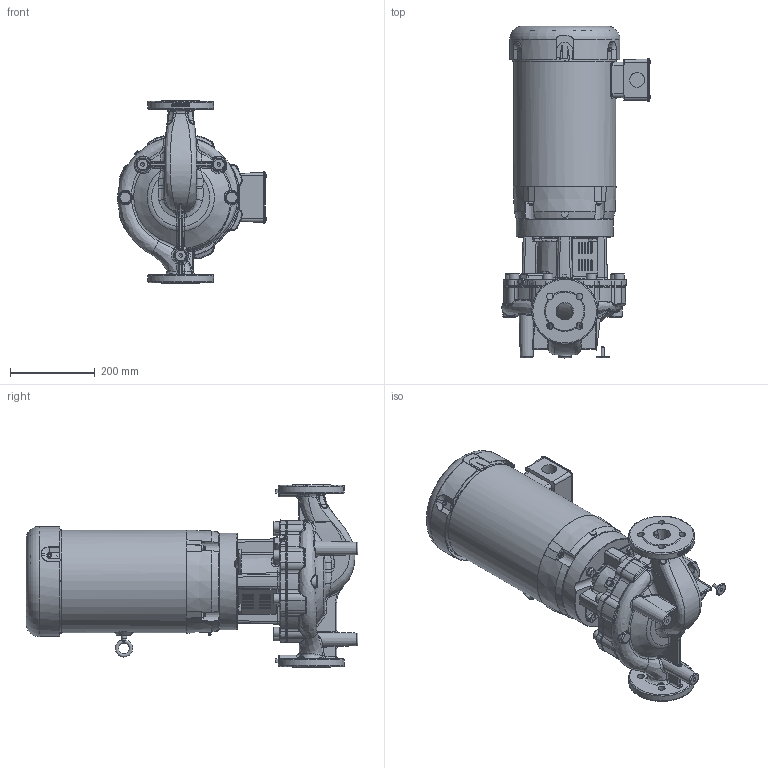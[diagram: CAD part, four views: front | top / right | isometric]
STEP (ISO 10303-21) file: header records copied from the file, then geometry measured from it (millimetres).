
FILE_DESCRIPTION(/* description */ (''),/* implementation_level */ '2;1');
FILE_NAME(/* name */ '2760830 - PUMP IL1.5-210_220-2-S1E 460V_3_60 TEFC_Shrinkwrap_1.stp',/* time_stamp */ '2022-03-21T16:46:24-05:00',/* author */ ('faliszekte'),/* organization */ (''),/* preprocessor_version */ 'ST-DEVELOPER v18.1',/* originating_system */ 'Autodesk Inventor 2021',/* authorisation */ '');
FILE_SCHEMA (('AUTOMOTIVE_DESIGN { 1 0 10303 214 3 1 1 }'));
Products named in the file (1): 2760830 - PUMP IL1.5-210_220-2-S1E 460V_3_60 TEFC_Shrinkwrap_1
Bounding box: 350.82 x 784.12 x 431.8 mm (x, y, z)
Surface area: 1324042 mm2 (no closed solid volume)
Topology: 0 solids, 35 shells, 2467 faces, 7190 edges, 4569 vertices
Faces by surface type: bspline 721, plane 720, cylinder 518, cone 362, sphere 76, torus 70
Full cylindrical faces by diameter (mm): 3.768 x1, 7.937 x4, 8.141 x10, 8.38 x3, 8.6 x2, 8.839 x4, 9 x9, 9.652 x1, 10.516 x3, 11.1 x1, 12.662 x1, 12.7 x64, 13.495 x2, 16 x8, 23.812 x8, 33 x1, 34.919 x1, 35.052 x1, 39.05 x1, 116 x1, 155.45 x2, 229 x1, 241.579 x1, 241.679 x1
Entity records: 164830 total; most frequent: CARTESIAN_POINT 103473, ORIENTED_EDGE 12941, DIRECTION 11000, EDGE_CURVE 7114, VERTEX_POINT 4569, AXIS2_PLACEMENT_3D 4269, EDGE_LOOP 2656, FACE_OUTER_BOUND 2467
